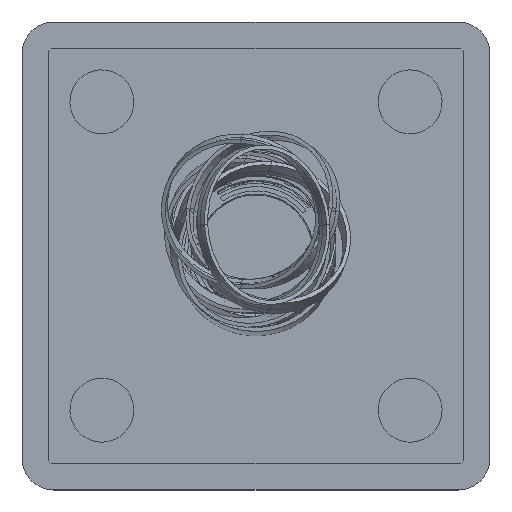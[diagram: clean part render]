
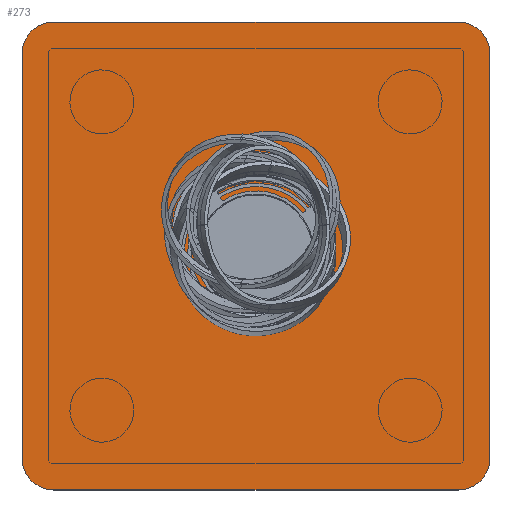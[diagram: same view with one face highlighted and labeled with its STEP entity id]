
A CAD part, top view. The second image highlights one B-rep face of the part: STEP entity #273.
In plain terms, the highlighted planar face has unit normal (0, 0, 1).
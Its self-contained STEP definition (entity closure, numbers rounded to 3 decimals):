
#273=ADVANCED_FACE('',(#602),#5947,.T.);
#602=FACE_OUTER_BOUND('',#953,.T.);
#953=EDGE_LOOP('',(#2062,#2063,#2064,#2065,#2066,#2067,#2068,#2069));
#2062=ORIENTED_EDGE('',*,*,#3529,.T.);
#2063=ORIENTED_EDGE('',*,*,#3535,.T.);
#2064=ORIENTED_EDGE('',*,*,#3531,.T.);
#2065=ORIENTED_EDGE('',*,*,#3537,.T.);
#2066=ORIENTED_EDGE('',*,*,#3519,.T.);
#2067=ORIENTED_EDGE('',*,*,#3539,.T.);
#2068=ORIENTED_EDGE('',*,*,#3523,.T.);
#2069=ORIENTED_EDGE('',*,*,#3541,.T.);
#3519=EDGE_CURVE('',#5337,#5338,#4250,.T.);
#3523=EDGE_CURVE('',#5341,#5342,#4254,.T.);
#3529=EDGE_CURVE('',#5348,#5347,#4260,.T.);
#3531=EDGE_CURVE('',#5349,#5350,#4262,.T.);
#3535=EDGE_CURVE('',#5347,#5349,#4783,.T.);
#3537=EDGE_CURVE('',#5350,#5337,#4785,.T.);
#3539=EDGE_CURVE('',#5338,#5341,#4787,.T.);
#3541=EDGE_CURVE('',#5342,#5348,#4789,.T.);
#4250=B_SPLINE_CURVE_WITH_KNOTS('',1,(#25127,#25128),.UNSPECIFIED.,.F.,
 .F.,(2,2),(0.,253.),.UNSPECIFIED.);
#4254=B_SPLINE_CURVE_WITH_KNOTS('',1,(#25135,#25136),.UNSPECIFIED.,.F.,
 .F.,(2,2),(0.,253.),.UNSPECIFIED.);
#4260=B_SPLINE_CURVE_WITH_KNOTS('',1,(#25147,#25148),.UNSPECIFIED.,.F.,
 .F.,(2,2),(0.,253.),.UNSPECIFIED.);
#4262=B_SPLINE_CURVE_WITH_KNOTS('',1,(#25151,#25152),.UNSPECIFIED.,.F.,
 .F.,(2,2),(0.,253.),.UNSPECIFIED.);
#4783=(
BOUNDED_CURVE()
B_SPLINE_CURVE(2,(#25159,#25160,#25161),.UNSPECIFIED.,.F.,.F.)
B_SPLINE_CURVE_WITH_KNOTS((3,3),(0.,31.416),.UNSPECIFIED.)
CURVE()
GEOMETRIC_REPRESENTATION_ITEM()
RATIONAL_B_SPLINE_CURVE((1.,0.707,1.))
REPRESENTATION_ITEM('')
);
#4785=(
BOUNDED_CURVE()
B_SPLINE_CURVE(2,(#25165,#25166,#25167),.UNSPECIFIED.,.F.,.F.)
B_SPLINE_CURVE_WITH_KNOTS((3,3),(0.,31.416),.UNSPECIFIED.)
CURVE()
GEOMETRIC_REPRESENTATION_ITEM()
RATIONAL_B_SPLINE_CURVE((1.,0.707,1.))
REPRESENTATION_ITEM('')
);
#4787=(
BOUNDED_CURVE()
B_SPLINE_CURVE(2,(#25171,#25172,#25173),.UNSPECIFIED.,.F.,.F.)
B_SPLINE_CURVE_WITH_KNOTS((3,3),(0.,31.416),.UNSPECIFIED.)
CURVE()
GEOMETRIC_REPRESENTATION_ITEM()
RATIONAL_B_SPLINE_CURVE((1.,0.707,1.))
REPRESENTATION_ITEM('')
);
#4789=(
BOUNDED_CURVE()
B_SPLINE_CURVE(2,(#25177,#25178,#25179),.UNSPECIFIED.,.F.,.F.)
B_SPLINE_CURVE_WITH_KNOTS((3,3),(0.,31.416),.UNSPECIFIED.)
CURVE()
GEOMETRIC_REPRESENTATION_ITEM()
RATIONAL_B_SPLINE_CURVE((1.,0.707,1.))
REPRESENTATION_ITEM('')
);
#5337=VERTEX_POINT('',#25111);
#5338=VERTEX_POINT('',#25112);
#5341=VERTEX_POINT('',#25115);
#5342=VERTEX_POINT('',#25116);
#5347=VERTEX_POINT('',#25121);
#5348=VERTEX_POINT('',#25122);
#5349=VERTEX_POINT('',#25123);
#5350=VERTEX_POINT('',#25124);
#5947=PLANE('',#6104);
#6104=AXIS2_PLACEMENT_3D('',#25037,#6177,$);
#6177=DIRECTION('',(0.,0.,1.));
#25037=CARTESIAN_POINT('',(176.41,176.41,-3.7));
#25111=CARTESIAN_POINT('',(146.5,-126.5,-3.7));
#25112=CARTESIAN_POINT('',(146.5,126.5,-3.7));
#25115=CARTESIAN_POINT('',(126.5,146.5,-3.7));
#25116=CARTESIAN_POINT('',(-126.5,146.5,-3.7));
#25121=CARTESIAN_POINT('',(-146.5,-126.5,-3.7));
#25122=CARTESIAN_POINT('',(-146.5,126.5,-3.7));
#25123=CARTESIAN_POINT('',(-126.5,-146.5,-3.7));
#25124=CARTESIAN_POINT('',(126.5,-146.5,-3.7));
#25127=CARTESIAN_POINT('',(146.5,-126.5,-3.7));
#25128=CARTESIAN_POINT('',(146.5,126.5,-3.7));
#25135=CARTESIAN_POINT('',(126.5,146.5,-3.7));
#25136=CARTESIAN_POINT('',(-126.5,146.5,-3.7));
#25147=CARTESIAN_POINT('',(-146.5,126.5,-3.7));
#25148=CARTESIAN_POINT('',(-146.5,-126.5,-3.7));
#25151=CARTESIAN_POINT('',(-126.5,-146.5,-3.7));
#25152=CARTESIAN_POINT('',(126.5,-146.5,-3.7));
#25159=CARTESIAN_POINT('',(-146.5,-126.5,-3.7));
#25160=CARTESIAN_POINT('',(-146.5,-146.5,-3.7));
#25161=CARTESIAN_POINT('',(-126.5,-146.5,-3.7));
#25165=CARTESIAN_POINT('',(126.5,-146.5,-3.7));
#25166=CARTESIAN_POINT('',(146.5,-146.5,-3.7));
#25167=CARTESIAN_POINT('',(146.5,-126.5,-3.7));
#25171=CARTESIAN_POINT('',(146.5,126.5,-3.7));
#25172=CARTESIAN_POINT('',(146.5,146.5,-3.7));
#25173=CARTESIAN_POINT('',(126.5,146.5,-3.7));
#25177=CARTESIAN_POINT('',(-126.5,146.5,-3.7));
#25178=CARTESIAN_POINT('',(-146.5,146.5,-3.7));
#25179=CARTESIAN_POINT('',(-146.5,126.5,-3.7));
